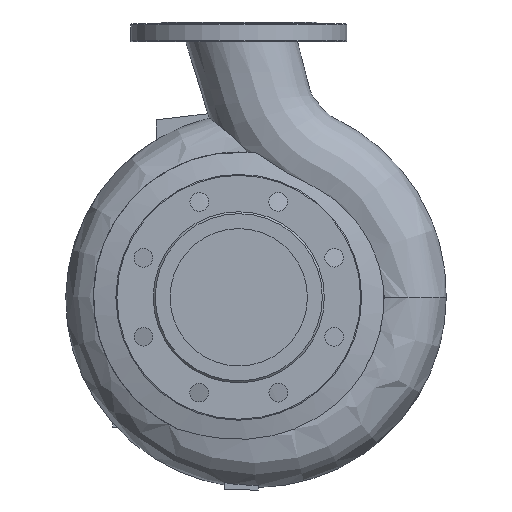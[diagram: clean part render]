
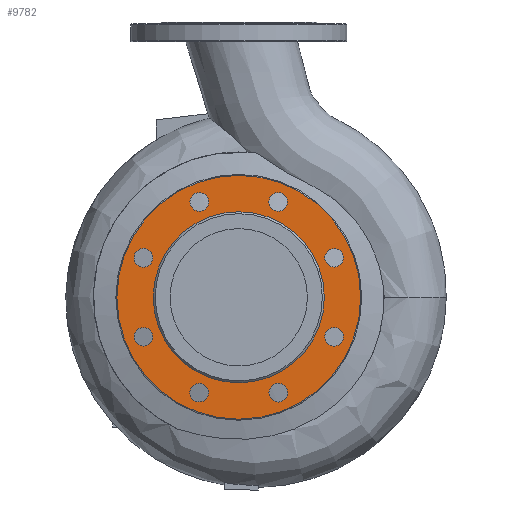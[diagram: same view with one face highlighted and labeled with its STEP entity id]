
A CAD part, left-side view. The second image highlights one B-rep face of the part: STEP entity #9782.
In plain terms, the highlighted planar face has unit normal (-1, 0, 0).
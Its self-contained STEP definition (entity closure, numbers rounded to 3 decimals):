
#344=FACE_BOUND('',#2066,.T.);
#345=FACE_BOUND('',#2067,.T.);
#346=FACE_BOUND('',#2068,.T.);
#347=FACE_BOUND('',#2069,.T.);
#348=FACE_BOUND('',#2070,.T.);
#349=FACE_BOUND('',#2071,.T.);
#350=FACE_BOUND('',#2072,.T.);
#351=FACE_BOUND('',#2073,.T.);
#352=FACE_BOUND('',#2074,.T.);
#529=CIRCLE('',#10491,9.5);
#531=CIRCLE('',#10494,9.5);
#533=CIRCLE('',#10497,9.5);
#535=CIRCLE('',#10500,9.5);
#537=CIRCLE('',#10503,9.5);
#539=CIRCLE('',#10506,9.5);
#541=CIRCLE('',#10509,9.5);
#543=CIRCLE('',#10512,9.5);
#544=CIRCLE('',#10514,87.);
#546=CIRCLE('',#10517,124.);
#990=PLANE('',#10516);
#1400=FACE_OUTER_BOUND('',#2065,.T.);
#2065=EDGE_LOOP('',(#7642));
#2066=EDGE_LOOP('',(#7643));
#2067=EDGE_LOOP('',(#7644));
#2068=EDGE_LOOP('',(#7645));
#2069=EDGE_LOOP('',(#7646));
#2070=EDGE_LOOP('',(#7647));
#2071=EDGE_LOOP('',(#7648));
#2072=EDGE_LOOP('',(#7649));
#2073=EDGE_LOOP('',(#7650));
#2074=EDGE_LOOP('',(#7651));
#4612=VERTEX_POINT('',#15883);
#4614=VERTEX_POINT('',#15888);
#4616=VERTEX_POINT('',#15893);
#4618=VERTEX_POINT('',#15898);
#4620=VERTEX_POINT('',#15903);
#4622=VERTEX_POINT('',#15908);
#4624=VERTEX_POINT('',#15913);
#4626=VERTEX_POINT('',#15918);
#4627=VERTEX_POINT('',#15921);
#4629=VERTEX_POINT('',#15926);
#5724=EDGE_CURVE('',#4612,#4612,#529,.T.);
#5726=EDGE_CURVE('',#4614,#4614,#531,.T.);
#5728=EDGE_CURVE('',#4616,#4616,#533,.T.);
#5730=EDGE_CURVE('',#4618,#4618,#535,.T.);
#5732=EDGE_CURVE('',#4620,#4620,#537,.T.);
#5734=EDGE_CURVE('',#4622,#4622,#539,.T.);
#5736=EDGE_CURVE('',#4624,#4624,#541,.T.);
#5738=EDGE_CURVE('',#4626,#4626,#543,.T.);
#5739=EDGE_CURVE('',#4627,#4627,#544,.T.);
#5741=EDGE_CURVE('',#4629,#4629,#546,.T.);
#7642=ORIENTED_EDGE('',*,*,#5741,.T.);
#7643=ORIENTED_EDGE('',*,*,#5724,.F.);
#7644=ORIENTED_EDGE('',*,*,#5726,.F.);
#7645=ORIENTED_EDGE('',*,*,#5728,.F.);
#7646=ORIENTED_EDGE('',*,*,#5730,.F.);
#7647=ORIENTED_EDGE('',*,*,#5732,.F.);
#7648=ORIENTED_EDGE('',*,*,#5734,.F.);
#7649=ORIENTED_EDGE('',*,*,#5736,.F.);
#7650=ORIENTED_EDGE('',*,*,#5738,.F.);
#7651=ORIENTED_EDGE('',*,*,#5739,.F.);
#9782=ADVANCED_FACE('',(#1400,#344,#345,#346,#347,#348,#349,#350,#351,#352),
#990,.F.);
#10491=AXIS2_PLACEMENT_3D('',#15884,#12174,#12175);
#10494=AXIS2_PLACEMENT_3D('',#15889,#12180,#12181);
#10497=AXIS2_PLACEMENT_3D('',#15894,#12186,#12187);
#10500=AXIS2_PLACEMENT_3D('',#15899,#12192,#12193);
#10503=AXIS2_PLACEMENT_3D('',#15904,#12198,#12199);
#10506=AXIS2_PLACEMENT_3D('',#15909,#12204,#12205);
#10509=AXIS2_PLACEMENT_3D('',#15914,#12210,#12211);
#10512=AXIS2_PLACEMENT_3D('',#15919,#12216,#12217);
#10514=AXIS2_PLACEMENT_3D('',#15922,#12220,#12221);
#10516=AXIS2_PLACEMENT_3D('',#15925,#12224,#12225);
#10517=AXIS2_PLACEMENT_3D('',#15927,#12226,#12227);
#12174=DIRECTION('center_axis',(-1.,0.,0.));
#12175=DIRECTION('ref_axis',(0.,0.707,-0.707));
#12180=DIRECTION('center_axis',(-1.,0.,0.));
#12181=DIRECTION('ref_axis',(0.,1.,0.));
#12186=DIRECTION('center_axis',(-1.,0.,0.));
#12187=DIRECTION('ref_axis',(0.,0.707,0.707));
#12192=DIRECTION('center_axis',(-1.,0.,0.));
#12193=DIRECTION('ref_axis',(0.,0.,
1.));
#12198=DIRECTION('center_axis',(-1.,0.,0.));
#12199=DIRECTION('ref_axis',(0.,-0.707,0.707));
#12204=DIRECTION('center_axis',(-1.,0.,0.));
#12205=DIRECTION('ref_axis',(0.,-1.,0.));
#12210=DIRECTION('center_axis',(-1.,0.,0.));
#12211=DIRECTION('ref_axis',(0.,-0.707,-0.707));
#12216=DIRECTION('center_axis',(-1.,0.,0.));
#12217=DIRECTION('ref_axis',(0.,0.,-1.));
#12220=DIRECTION('center_axis',(-1.,0.,0.));
#12221=DIRECTION('ref_axis',(0.,-1.,0.));
#12224=DIRECTION('center_axis',(1.,0.,0.));
#12225=DIRECTION('ref_axis',(0.,0.,1.));
#12226=DIRECTION('center_axis',(-1.,0.,0.));
#12227=DIRECTION('ref_axis',(0.,-1.,0.));
#15883=CARTESIAN_POINT('',(-123.,-103.725,98.536));
#15884=CARTESIAN_POINT('Origin',(-123.,-97.007,91.818));
#15888=CARTESIAN_POINT('',(-123.,-49.682,34.993));
#15889=CARTESIAN_POINT('Origin',(-123.,-40.182,34.993));
#15893=CARTESIAN_POINT('',(-123.,33.464,28.275));
#15894=CARTESIAN_POINT('Origin',(-123.,40.182,34.993));
#15898=CARTESIAN_POINT('',(-123.,97.007,82.318));
#15899=CARTESIAN_POINT('Origin',(-123.,97.007,91.818));
#15903=CARTESIAN_POINT('',(-123.,103.725,165.464));
#15904=CARTESIAN_POINT('Origin',(-123.,97.007,172.182));
#15908=CARTESIAN_POINT('',(-123.,49.682,229.007));
#15909=CARTESIAN_POINT('Origin',(-123.,40.182,229.007));
#15913=CARTESIAN_POINT('',(-123.,-33.464,235.725));
#15914=CARTESIAN_POINT('Origin',(-123.,-40.182,229.007));
#15918=CARTESIAN_POINT('',(-123.,-97.007,181.682));
#15919=CARTESIAN_POINT('Origin',(-123.,-97.007,172.182));
#15921=CARTESIAN_POINT('',(-123.,-87.,132.));
#15922=CARTESIAN_POINT('Origin',(-123.,0.,132.));
#15925=CARTESIAN_POINT('Origin',(-123.,-105.5,132.));
#15926=CARTESIAN_POINT('',(-123.,-124.,132.));
#15927=CARTESIAN_POINT('Origin',(-123.,0.,132.));
